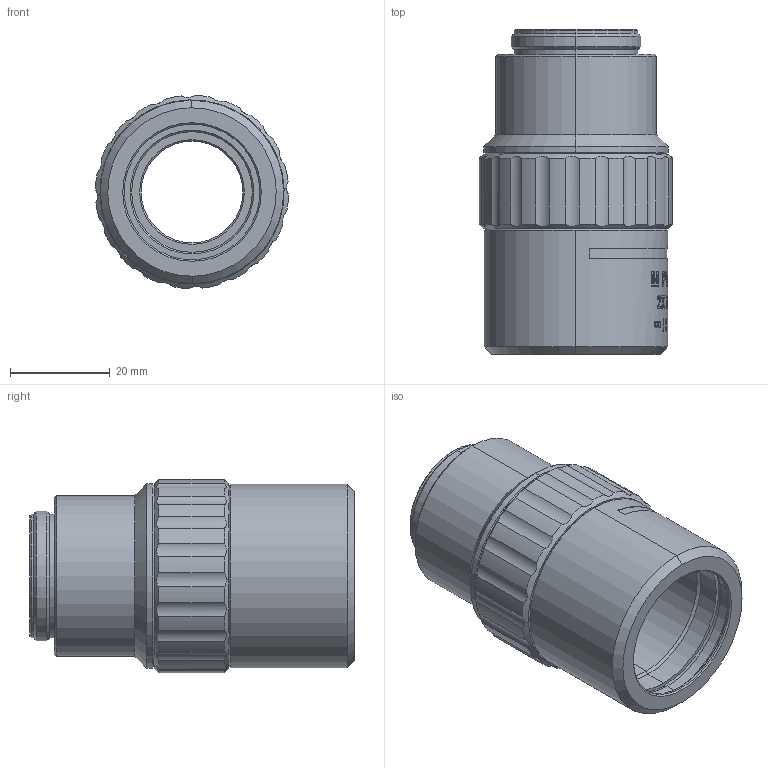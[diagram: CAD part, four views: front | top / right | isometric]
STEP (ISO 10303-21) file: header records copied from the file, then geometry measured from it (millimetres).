
FILE_DESCRIPTION (( 'STEP AP214' ), '1' );
FILE_NAME ('690094.stp.STEP', '2025-06-18T08:48:17', ( '' ), ( '' ), 'SwSTEP 2.0', 'SolidWorks 2020', '' );
FILE_SCHEMA (( 'AUTOMOTIVE_DESIGN' ));
Length unit declared in the file: millimetre
Products named in the file (4): 装饰圈.stp; 690094.stp; 俋杶.stp; 昜噩褲.stp
Assembly tree (3 placements, depth 2):
  690094.stp
    俋杶.stp
    昜噩褲.stp
    装饰圈.stp
Bounding box: 38.78 x 65.2 x 38.78 mm (x, y, z)
Volume: 21792 mm3; surface area: 23877.2 mm2
Topology: 3 solids, 3 shells, 490 faces, 1246 edges, 810 vertices
Faces by surface type: bspline 208, cylinder 120, plane 108, cone 54
Entity records: 20204 total; most frequent: CARTESIAN_POINT 9086, ORIENTED_EDGE 2492, DIRECTION 1640, EDGE_CURVE 1246, VERTEX_POINT 810, AXIS2_PLACEMENT_3D 566, EDGE_LOOP 544, VECTOR 508
